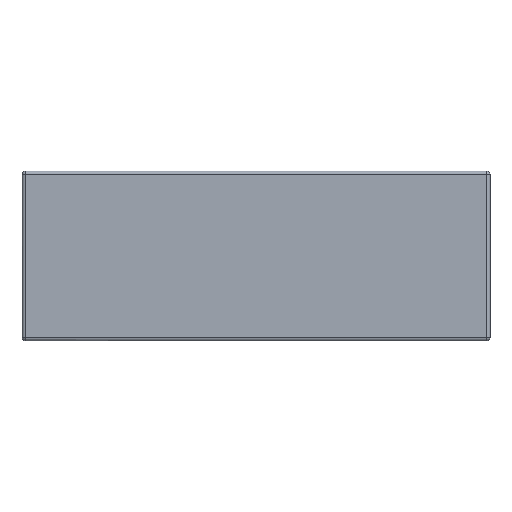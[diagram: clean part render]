
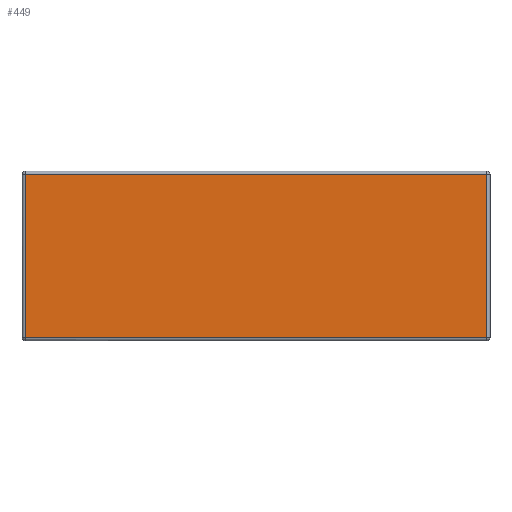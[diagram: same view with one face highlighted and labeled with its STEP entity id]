
A CAD part, top view. The second image highlights one B-rep face of the part: STEP entity #449.
In plain terms, the highlighted planar face has unit normal (0, 0, 1).
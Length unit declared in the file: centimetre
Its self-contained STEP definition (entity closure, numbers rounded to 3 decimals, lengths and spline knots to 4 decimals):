
#449=ADVANCED_FACE('',(#650),#3118,.T.);
#650=FACE_OUTER_BOUND('',#851,.T.);
#851=EDGE_LOOP('',(#1084,#1085,#1086,#1087));
#1084=ORIENTED_EDGE('',*,*,#1900,.F.);
#1085=ORIENTED_EDGE('',*,*,#1896,.F.);
#1086=ORIENTED_EDGE('',*,*,#1917,.F.);
#1087=ORIENTED_EDGE('',*,*,#1907,.F.);
#1896=EDGE_CURVE('',#2811,#2806,#2348,.T.);
#1900=EDGE_CURVE('',#2806,#2809,#2350,.T.);
#1907=EDGE_CURVE('',#2809,#2815,#2354,.T.);
#1917=EDGE_CURVE('',#2815,#2811,#2360,.T.);
#2348=B_SPLINE_CURVE_WITH_KNOTS('',1,(#3872,#3873),.UNSPECIFIED.,.F.,.F.,
(2,2),(-996.,-20.),.UNSPECIFIED.);
#2350=B_SPLINE_CURVE_WITH_KNOTS('',1,(#3882,#3883),.UNSPECIFIED.,.F.,.F.,
(2,2),(-2780.,-20.),.UNSPECIFIED.);
#2354=B_SPLINE_CURVE_WITH_KNOTS('',1,(#3899,#3900),.UNSPECIFIED.,.F.,.F.,
(2,2),(-996.,-20.),.UNSPECIFIED.);
#2360=B_SPLINE_CURVE_WITH_KNOTS('',1,(#3923,#3924),.UNSPECIFIED.,.F.,.F.,
(2,2),(-2780.,-20.),.UNSPECIFIED.);
#2806=VERTEX_POINT('',#3837);
#2809=VERTEX_POINT('',#3840);
#2811=VERTEX_POINT('',#3842);
#2815=VERTEX_POINT('',#3846);
#3118=PLANE('',#3368);
#3368=AXIS2_PLACEMENT_3D('',#3829,#3568,$);
#3568=DIRECTION('',(0.,0.,1.));
#3829=CARTESIAN_POINT('',(-49.8157,-20.35,72.1));
#3837=CARTESIAN_POINT('',(-47.8157,79.25,72.1));
#3840=CARTESIAN_POINT('',(228.1843,79.25,72.1));
#3842=CARTESIAN_POINT('',(-47.8157,-18.35,72.1));
#3846=CARTESIAN_POINT('',(228.1843,-18.35,72.1));
#3872=CARTESIAN_POINT('',(-47.8157,-18.35,72.1));
#3873=CARTESIAN_POINT('',(-47.8157,79.25,72.1));
#3882=CARTESIAN_POINT('',(-47.8157,79.25,72.1));
#3883=CARTESIAN_POINT('',(228.1843,79.25,72.1));
#3899=CARTESIAN_POINT('',(228.1843,79.25,72.1));
#3900=CARTESIAN_POINT('',(228.1843,-18.35,72.1));
#3923=CARTESIAN_POINT('',(228.1843,-18.35,72.1));
#3924=CARTESIAN_POINT('',(-47.8157,-18.35,72.1));
